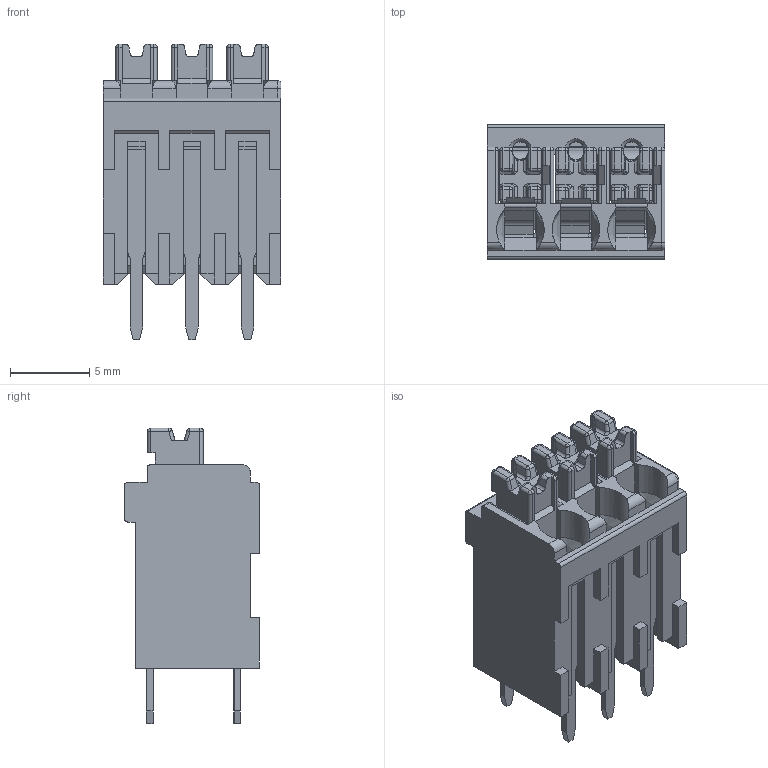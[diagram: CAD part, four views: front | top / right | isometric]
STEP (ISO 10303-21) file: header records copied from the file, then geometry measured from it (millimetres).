
FILE_DESCRIPTION(/* description */ ('Unknown'),/* implementation_level */ '2;1');
FILE_NAME(/* name */ '691410100003',/* time_stamp */ '2021-08-11T15:33:55+02:00',/* author */ ('Unknown'),/* organization */ ('Unknown'),/* preprocessor_version */ 'ST-DEVELOPER v16.7',/* originating_system */ 'Solid Edge',/* authorisation */ 'Unknown');
FILE_SCHEMA (('AUTOMOTIVE_DESIGN {1 0 10303 214 3 1 1}'));
Length unit declared in the file: millimetre
Products named in the file (5): 6914101000xx; 691410100003; 6914101000xx_SolderPin; 6914101000xx_SpringClamp; 6914101000xx_Lever
Assembly tree (10 placements, depth 2):
  6914101000xx
    691410100003
    6914101000xx_SolderPin  x3
    6914101000xx_SpringClamp  x3
    6914101000xx_Lever  x3
Bounding box: 11.2 x 8.5 x 18.6 mm (x, y, z)
Volume: 600 mm3; surface area: 2246.8 mm2
Topology: 10 solids, 10 shells, 1046 faces, 2855 edges, 1771 vertices
Faces by surface type: plane 643, cylinder 293, sphere 49, bspline 42, torus 13, cone 6
Entity records: 17055 total; most frequent: CARTESIAN_POINT 3332, ORIENTED_EDGE 2916, DIRECTION 2737, EDGE_CURVE 1458, LINE 1149, VECTOR 1149, VERTEX_POINT 923, AXIS2_PLACEMENT_3D 794
